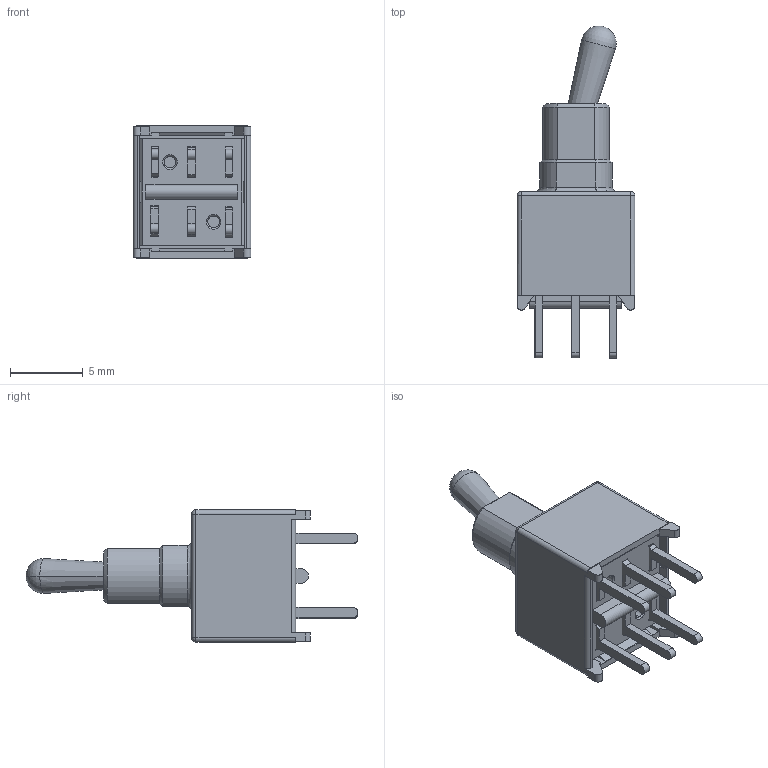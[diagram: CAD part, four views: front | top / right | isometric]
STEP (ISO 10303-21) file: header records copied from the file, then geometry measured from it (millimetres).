
FILE_DESCRIPTION((''),'2;1');
FILE_NAME('TL42P005000_ASM','2011-03-22T',('snouilhan'),(''),'PRO/ENGINEER BY PARAMETRIC TECHNOLOGY CORPORATION, 2009440','PRO/ENGINEER BY PARAMETRIC TECHNOLOGY CORPORATION, 2009440','');
FILE_SCHEMA(('CONFIG_CONTROL_DESIGN'));
Length unit declared in the file: millimetre
Products named in the file (6): 0T423090; 0T235090; 0T287090; 0T434590; 0T121390; TL42P005000_ASM
Assembly tree (9 placements, depth 2):
  TL42P005000_ASM
    0T423090
    0T235090  x4
    0T287090  x2
    0T434590
    0T121390
Bounding box: 8.1 x 22.81 x 9.1 mm (x, y, z)
Volume: 406.5 mm3; surface area: 1330.6 mm2
Topology: 9 solids, 9 shells, 472 faces, 1248 edges, 801 vertices
Faces by surface type: plane 385, cylinder 57, cone 20, sphere 8, torus 2
Entity records: 12145 total; most frequent: CARTESIAN_POINT 2290, ORIENTED_EDGE 2048, DIRECTION 1944, EDGE_CURVE 1024, VECTOR 878, LINE 878, VERTEX_POINT 653, AXIS2_PLACEMENT_3D 533
